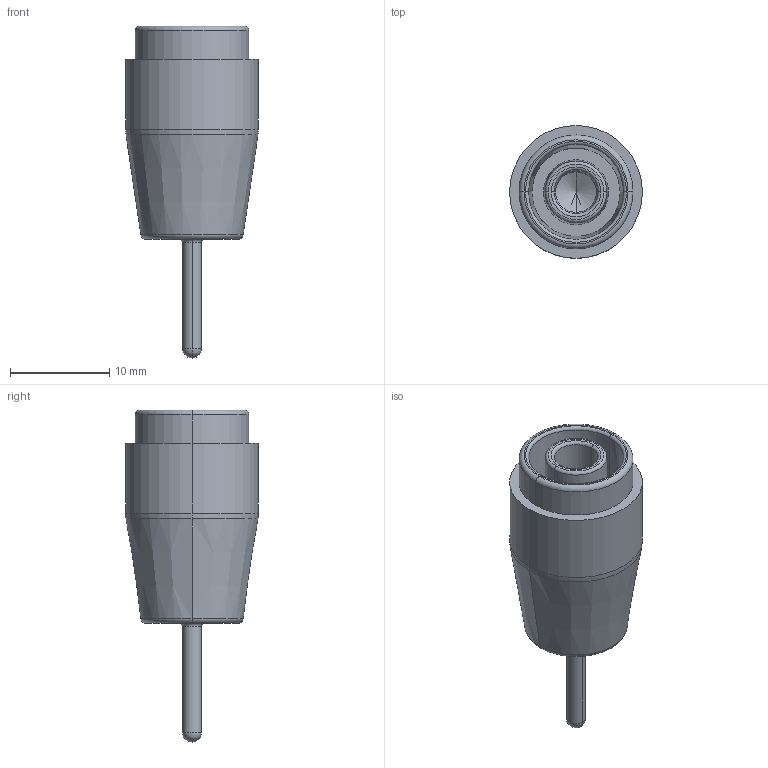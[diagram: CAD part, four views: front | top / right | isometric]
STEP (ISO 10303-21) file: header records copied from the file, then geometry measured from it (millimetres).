
FILE_DESCRIPTION(('FreeCAD Model'),'2;1');
FILE_NAME('CT3149-2.STEP','2021-01-03T19:38:00',('Author'),(''), 'Open CASCADE STEP processor 7.3','FreeCAD','Unknown');
FILE_SCHEMA(('AUTOMOTIVE_DESIGN { 1 0 10303 214 1 1 1 1 }'));
Length unit declared in the file: millimetre
Products named in the file (4): CT3149-0; CT3149-0.STEP; 450-837-000_0,_Black,_Unmarked.STEP; 450-995-000.STEP
Assembly tree (3 placements, depth 3):
  CT3149-0
    CT3149-0.STEP
      450-837-000_0,_Black,_Unmarked.STEP
      450-995-000.STEP
Bounding box: 13.4 x 13.4 x 33.5 mm (x, y, z)
Volume: 1613.1 mm3; surface area: 2923.4 mm2
Topology: 2 solids, 2 shells, 205 faces, 560 edges, 362 vertices
Faces by surface type: plane 109, cylinder 64, cone 16, torus 12, revolution 2, sphere 2
Entity records: 16310 total; most frequent: CARTESIAN_POINT 5441, DIRECTION 1937, ORIENTED_EDGE 1112, PCURVE 1112, DEFINITIONAL_REPRESENTATION 1112, LINE 1105, VECTOR 1105, EDGE_CURVE 556
